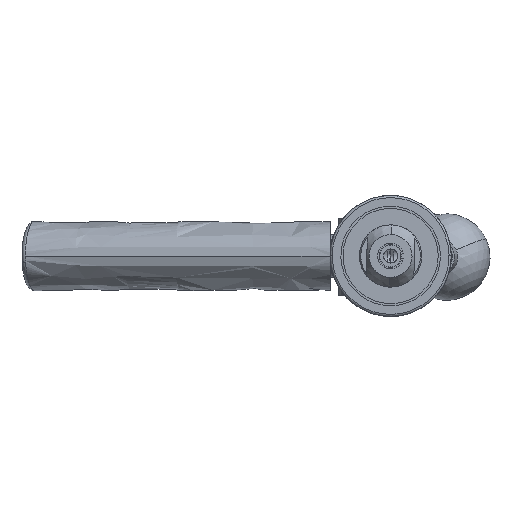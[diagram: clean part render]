
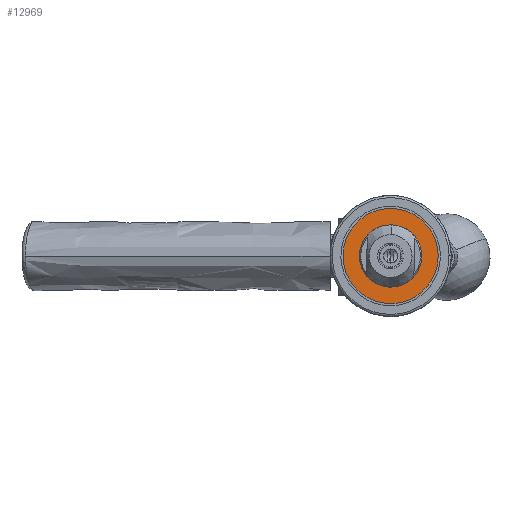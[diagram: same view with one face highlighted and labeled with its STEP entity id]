
A CAD part, left-side view. The second image highlights one B-rep face of the part: STEP entity #12969.
In plain terms, the highlighted planar face has unit normal (-1, 0, 0).
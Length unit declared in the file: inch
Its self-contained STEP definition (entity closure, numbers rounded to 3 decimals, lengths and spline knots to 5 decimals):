
#1294 = CARTESIAN_POINT ( 'NONE',  ( -4.364, 0.44356, 0.07587 ) ) ;
#1315 = ORIENTED_EDGE ( 'NONE', *, *, #14212, .T. ) ;
#1547 = EDGE_CURVE ( 'NONE', #6729, #11785, #4128, .T. ) ;
#1869 = DIRECTION ( 'NONE',  ( 0., -0.986, -0.169 ) ) ;
#2259 = CARTESIAN_POINT ( 'NONE',  ( -4.364, 0., 0. ) ) ;
#2328 = CARTESIAN_POINT ( 'NONE',  ( -4.364, -0.44356, -0.07587 ) ) ;
#2465 = ORIENTED_EDGE ( 'NONE', *, *, #8502, .T. ) ;
#3057 = AXIS2_PLACEMENT_3D ( 'NONE', #15498, #3250, #15413 ) ;
#3250 = DIRECTION ( 'NONE',  ( 1., 0., 0. ) ) ;
#3572 = EDGE_CURVE ( 'NONE', #11785, #6729, #12586, .T. ) ;
#3583 = CARTESIAN_POINT ( 'NONE',  ( -4.364, 0., 0. ) ) ;
#3858 = DIRECTION ( 'NONE',  ( 0., -0.986, -0.169 ) ) ;
#4128 = CIRCLE ( 'NONE', #12011, 0.6875 ) ;
#6260 = CIRCLE ( 'NONE', #8225, 0.45 ) ;
#6729 = VERTEX_POINT ( 'NONE', #7646 ) ;
#6952 = ORIENTED_EDGE ( 'NONE', *, *, #1547, .F. ) ;
#7478 = VERTEX_POINT ( 'NONE', #1294 ) ;
#7646 = CARTESIAN_POINT ( 'NONE',  ( -4.364, -0.67766, -0.11591 ) ) ;
#8225 = AXIS2_PLACEMENT_3D ( 'NONE', #3583, #16037, #3858 ) ;
#8502 = EDGE_CURVE ( 'NONE', #7478, #11022, #6260, .T. ) ;
#8514 = DIRECTION ( 'NONE',  ( 1., 0., 0. ) ) ;
#8719 = AXIS2_PLACEMENT_3D ( 'NONE', #2259, #10422, #16972 ) ;
#10301 = EDGE_LOOP ( 'NONE', ( #1315, #2465 ) ) ;
#10422 = DIRECTION ( 'NONE',  ( 1., 0., 0. ) ) ;
#10453 = CARTESIAN_POINT ( 'NONE',  ( -4.364, 0.67766, 0.11591 ) ) ;
#11022 = VERTEX_POINT ( 'NONE', #2328 ) ;
#11575 = PLANE ( 'NONE',  #8719 ) ;
#11721 = CARTESIAN_POINT ( 'NONE',  ( -4.364, 0., 0. ) ) ;
#11785 = VERTEX_POINT ( 'NONE', #10453 ) ;
#11806 = DIRECTION ( 'NONE',  ( 0., -0.986, -0.169 ) ) ;
#12011 = AXIS2_PLACEMENT_3D ( 'NONE', #15349, #8514, #1869 ) ;
#12233 = ORIENTED_EDGE ( 'NONE', *, *, #3572, .F. ) ;
#12586 = CIRCLE ( 'NONE', #3057, 0.6875 ) ;
#12969 = ADVANCED_FACE ( 'NONE', ( #15558, #16965 ), #11575, .F. ) ;
#13036 = DIRECTION ( 'NONE',  ( 1., 0., 0. ) ) ;
#14212 = EDGE_CURVE ( 'NONE', #11022, #7478, #15574, .T. ) ;
#15349 = CARTESIAN_POINT ( 'NONE',  ( -4.364, 0., 0. ) ) ;
#15413 = DIRECTION ( 'NONE',  ( 0., -0.986, -0.169 ) ) ;
#15498 = CARTESIAN_POINT ( 'NONE',  ( -4.364, 0., 0. ) ) ;
#15558 = FACE_OUTER_BOUND ( 'NONE', #15898, .T. ) ;
#15574 = CIRCLE ( 'NONE', #17166, 0.45 ) ;
#15898 = EDGE_LOOP ( 'NONE', ( #12233, #6952 ) ) ;
#16037 = DIRECTION ( 'NONE',  ( 1., 0., 0. ) ) ;
#16965 = FACE_BOUND ( 'NONE', #10301, .T. ) ;
#16972 = DIRECTION ( 'NONE',  ( 0., -0.986, -0.169 ) ) ;
#17166 = AXIS2_PLACEMENT_3D ( 'NONE', #11721, #13036, #11806 ) ;
